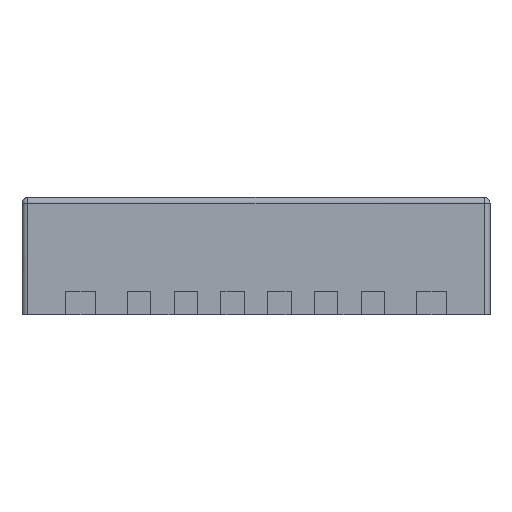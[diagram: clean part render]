
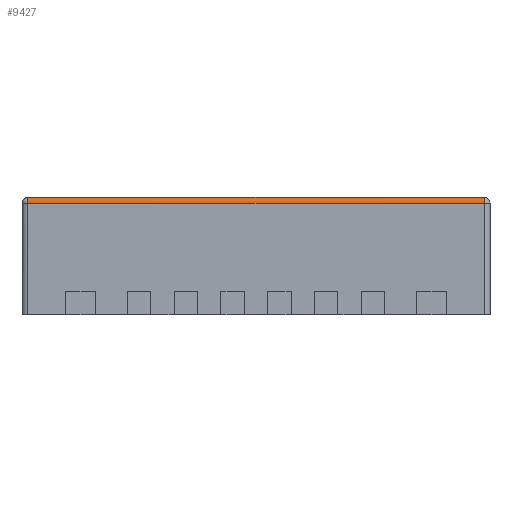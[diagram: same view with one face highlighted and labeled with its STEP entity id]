
A CAD part, front view. The second image highlights one B-rep face of the part: STEP entity #9427.
In plain terms, the highlighted cylindrical face has radius 0.05 mm (diameter 0.1 mm), a partial arc.
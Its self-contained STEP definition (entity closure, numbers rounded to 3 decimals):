
#727 = AXIS2_PLACEMENT_3D ( 'NONE', #8599, #6039, #23397 ) ;
#994 = ORIENTED_EDGE ( 'NONE', *, *, #17979, .T. ) ;
#2427 = AXIS2_PLACEMENT_3D ( 'NONE', #23464, #6272, #23941 ) ;
#3928 = CARTESIAN_POINT ( 'NONE',  ( -1.95, -2., 0.95 ) ) ;
#4059 = VECTOR ( 'NONE', #8768, 1000. ) ;
#4821 = AXIS2_PLACEMENT_3D ( 'NONE', #24901, #12547, #20379 ) ;
#5174 = ORIENTED_EDGE ( 'NONE', *, *, #23051, .T. ) ;
#6039 = DIRECTION ( 'NONE',  ( 1., 0., 0. ) ) ;
#6272 = DIRECTION ( 'NONE',  ( -1., 0., 0. ) ) ;
#7747 = DIRECTION ( 'NONE',  ( 1., 0., 0. ) ) ;
#8391 = VERTEX_POINT ( 'NONE', #26555 ) ;
#8599 = CARTESIAN_POINT ( 'NONE',  ( -1.95, -1.95, 0.95 ) ) ;
#8768 = DIRECTION ( 'NONE',  ( 1., 0., 0. ) ) ;
#9152 = FACE_OUTER_BOUND ( 'NONE', #21122, .T. ) ;
#9255 = ORIENTED_EDGE ( 'NONE', *, *, #21171, .F. ) ;
#9427 = ADVANCED_FACE ( 'NONE', ( #9152 ), #26061, .T. ) ;
#9569 = EDGE_CURVE ( 'NONE', #23316, #29631, #27818, .T. ) ;
#10284 = CARTESIAN_POINT ( 'NONE',  ( 0., -1.95, 1. ) ) ;
#10526 = ORIENTED_EDGE ( 'NONE', *, *, #21493, .T. ) ;
#11036 = CARTESIAN_POINT ( 'NONE',  ( 1.95, -1.985, 0.985 ) ) ;
#11503 = VECTOR ( 'NONE', #7747, 1000. ) ;
#11718 = ORIENTED_EDGE ( 'NONE', *, *, #9569, .T. ) ;
#12547 = DIRECTION ( 'NONE',  ( -1., 0., 0. ) ) ;
#13241 = LINE ( 'NONE', #10284, #11503 ) ;
#13638 = LINE ( 'NONE', #30384, #4059 ) ;
#14714 = CIRCLE ( 'NONE', #727, 0.05 ) ;
#17979 = EDGE_CURVE ( 'NONE', #20964, #23316, #13638, .T. ) ;
#20229 = DIRECTION ( 'NONE',  ( -1., 0., 0. ) ) ;
#20379 = DIRECTION ( 'NONE',  ( 0., 0., 1. ) ) ;
#20919 = CIRCLE ( 'NONE', #4821, 0.05 ) ;
#20964 = VERTEX_POINT ( 'NONE', #3928 ) ;
#21122 = EDGE_LOOP ( 'NONE', ( #9255, #5174, #994, #11718, #10526 ) ) ;
#21171 = EDGE_CURVE ( 'NONE', #27791, #8391, #13241, .T. ) ;
#21493 = EDGE_CURVE ( 'NONE', #29631, #8391, #20919, .T. ) ;
#21993 = CARTESIAN_POINT ( 'NONE',  ( -1.95, -1.95, 1. ) ) ;
#22962 = DIRECTION ( 'NONE',  ( 0., 0., 1. ) ) ;
#23051 = EDGE_CURVE ( 'NONE', #27791, #20964, #14714, .T. ) ;
#23316 = VERTEX_POINT ( 'NONE', #27931 ) ;
#23397 = DIRECTION ( 'NONE',  ( 0., 0., 1. ) ) ;
#23464 = CARTESIAN_POINT ( 'NONE',  ( 1., -1.95, 0.95 ) ) ;
#23941 = DIRECTION ( 'NONE',  ( 0., 0., 1. ) ) ;
#24901 = CARTESIAN_POINT ( 'NONE',  ( 1.95, -1.95, 0.95 ) ) ;
#26061 = CYLINDRICAL_SURFACE ( 'NONE', #2427, 0.05 ) ;
#26555 = CARTESIAN_POINT ( 'NONE',  ( 1.95, -1.95, 1. ) ) ;
#27791 = VERTEX_POINT ( 'NONE', #21993 ) ;
#27818 = CIRCLE ( 'NONE', #31978, 0.05 ) ;
#27931 = CARTESIAN_POINT ( 'NONE',  ( 1.95, -2., 0.95 ) ) ;
#27997 = CARTESIAN_POINT ( 'NONE',  ( 1.95, -1.95, 0.95 ) ) ;
#29631 = VERTEX_POINT ( 'NONE', #11036 ) ;
#30384 = CARTESIAN_POINT ( 'NONE',  ( 1., -2., 0.95 ) ) ;
#31978 = AXIS2_PLACEMENT_3D ( 'NONE', #27997, #20229, #22962 ) ;
